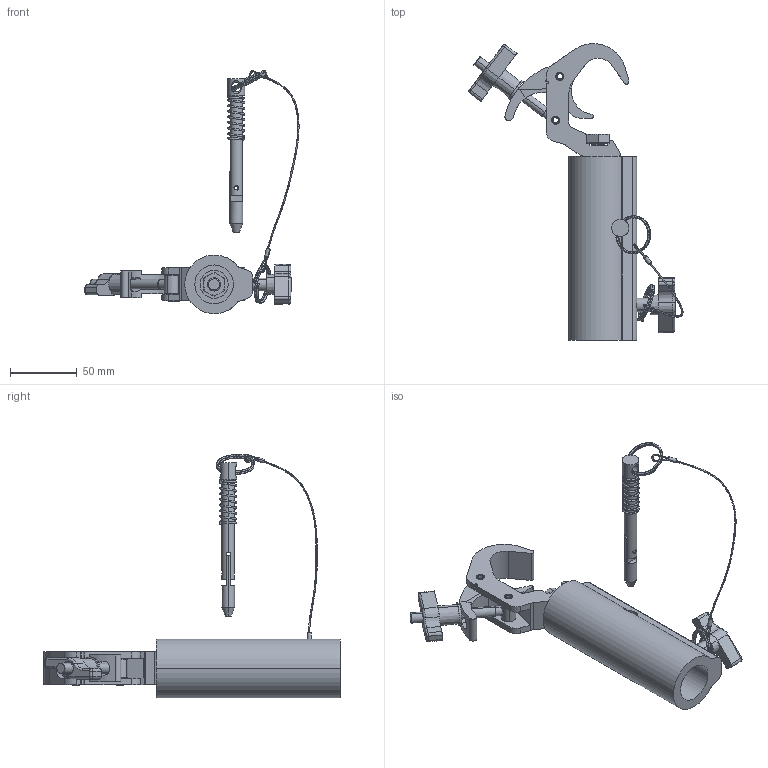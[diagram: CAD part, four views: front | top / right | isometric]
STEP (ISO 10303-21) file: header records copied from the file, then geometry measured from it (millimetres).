
FILE_DESCRIPTION (( 'STEP AP203' ), '1' );
FILE_NAME ('T58160 & T58161.STEP', '2018-08-08T16:18:25', ( '' ), ( '' ), 'SwSTEP 2.0', 'SolidWorks 2016', '' );
FILE_SCHEMA (( 'CONFIG_CONTROL_DESIGN' ));
Length unit declared in the file: millimetre
Products named in the file (26): Doughty Knob_S0158; S1181-4; A Washer_Bright washer BS 4320 - M8 (Form A); TH2225_TH2225; TH2044_Extrusion; S1181-3_TH631-1 32MM LG; S1181; F763; F629; TH2160_TH2160; T74800; S1181-1_TH629-1 M10 Sword Body; S3138_S3138; S2663; T58160 & T58161; TH2161_TH2161; S2605_For T74800; Hex Centre Lock Nut GradeAB_Doughty Fastners_BS EN 24032 - M10 - D - S; Hex Screw GradeC_Doughty Fastners_ISO 4018 - M10 x 30-WS; Doughty Knob_S3235; TH2043_Extrusion; S1576_For T74800; TH2162; TH2038_TH452; S1181-2; B Washer_Bright washer BS 4320 - M10 (Form B)
Assembly tree (27 placements, depth 4):
  T58160 & T58161
    TH2160_TH2160
      TH2043_Extrusion
    TH2161_TH2161
      TH2044_Extrusion
    F763  x2
    S3138_S3138
    T74800
      TH2225_TH2225
        TH2038_TH452
        F629
      Doughty Knob_S0158
      S1181
        S1181-1_TH629-1 M10 Sword Body
        S1181-4
        S1181-2
        S1181-3_TH631-1 32MM LG
      S1576_For T74800
        S2605_For T74800
        S2663  x2
    Hex Screw GradeC_Doughty Fastners_ISO 4018 - M10 x 30-WS
    B Washer_Bright washer BS 4320 - M10 (Form B)
    TH2162
    A Washer_Bright washer BS 4320 - M8 (Form A)
    Doughty Knob_S3235
    Hex Centre Lock Nut GradeAB_Doughty Fastners_BS EN 24032 - M10 - D - S
Bounding box: 160.33 x 222.21 x 182.19 mm (x, y, z)
Volume: 222624.5 mm3; surface area: 81268.8 mm2
Topology: 21 solids, 21 shells, 729 faces, 1823 edges, 1146 vertices
Faces by surface type: cylinder 259, plane 220, cone 184, torus 34, bspline 32
Entity records: 31609 total; most frequent: CARTESIAN_POINT 11452, DIRECTION 3863, ORIENTED_EDGE 3546, EDGE_CURVE 1773, AXIS2_PLACEMENT_3D 1513, VERTEX_POINT 1114, VECTOR 837, LINE 837
